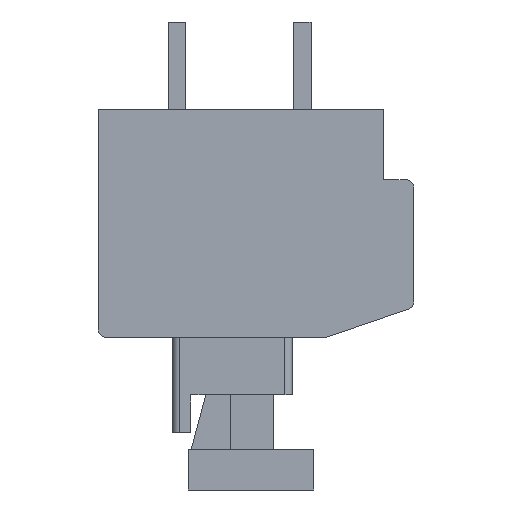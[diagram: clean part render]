
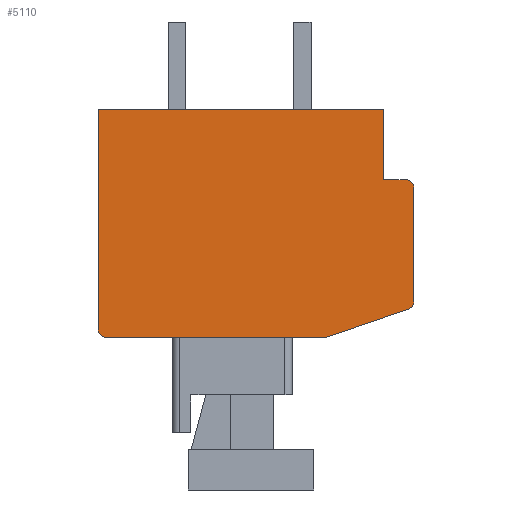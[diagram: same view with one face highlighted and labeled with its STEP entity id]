
A CAD part, front view. The second image highlights one B-rep face of the part: STEP entity #5110.
In plain terms, the highlighted planar face has unit normal (0, -1, 0).
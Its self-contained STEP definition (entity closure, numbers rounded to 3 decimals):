
#1=CARTESIAN_POINT('',(6.,-33.36,-3.136));
#2=DIRECTION('',(0.,-1.,0.));
#3=DIRECTION('',(0.324,0.,-0.946));
#4=AXIS2_PLACEMENT_3D('',#1,#2,#3);
#6=DIRECTION('',(-0.946,0.,-0.324));
#7=VECTOR('',#6,3.486);
#8=CARTESIAN_POINT('',(6.097,-33.36,-3.419));
#9=LINE('',#8,#7);
#10=DIRECTION('',(-1.,0.,0.));
#11=VECTOR('',#10,8.8);
#12=CARTESIAN_POINT('',(2.8,-33.36,-4.55));
#13=LINE('',#12,#11);
#14=CARTESIAN_POINT('',(-6.,-33.36,-4.25));
#15=DIRECTION('',(0.,-1.,0.));
#16=DIRECTION('',(-1.,0.,0.));
#17=AXIS2_PLACEMENT_3D('',#14,#15,#16);
#19=DIRECTION('',(0.,0.,1.));
#20=VECTOR('',#19,8.8);
#21=CARTESIAN_POINT('',(-6.3,-33.36,-4.25));
#22=LINE('',#21,#20);
#23=DIRECTION('',(1.,0.,0.));
#24=VECTOR('',#23,11.4);
#25=CARTESIAN_POINT('',(-6.3,-33.36,4.55));
#26=LINE('',#25,#24);
#27=DIRECTION('',(0.,0.,-1.));
#28=VECTOR('',#27,2.8);
#29=CARTESIAN_POINT('',(5.1,-33.36,4.55));
#30=LINE('',#29,#28);
#31=DIRECTION('',(1.,0.,0.));
#32=VECTOR('',#31,0.9);
#33=CARTESIAN_POINT('',(5.1,-33.36,1.75));
#34=LINE('',#33,#32);
#35=CARTESIAN_POINT('',(6.,-33.36,1.45));
#36=DIRECTION('',(0.,-1.,0.));
#37=DIRECTION('',(1.,0.,0.));
#38=AXIS2_PLACEMENT_3D('',#35,#36,#37);
#40=DIRECTION('',(0.,0.,-1.));
#41=VECTOR('',#40,4.586);
#42=CARTESIAN_POINT('',(6.3,-33.36,1.45));
#43=LINE('',#42,#41);
#3891=CARTESIAN_POINT('',(-6.3,-33.36,4.55));
#3892=CARTESIAN_POINT('',(5.1,-33.36,4.55));
#3893=VERTEX_POINT('',#3891);
#3894=VERTEX_POINT('',#3892);
#3895=CARTESIAN_POINT('',(5.1,-33.36,1.75));
#3896=VERTEX_POINT('',#3895);
#3897=CARTESIAN_POINT('',(6.097,-33.36,-3.419));
#3898=CARTESIAN_POINT('',(6.3,-33.36,-3.136));
#3899=VERTEX_POINT('',#3897);
#3900=VERTEX_POINT('',#3898);
#3901=CARTESIAN_POINT('',(6.3,-33.36,1.45));
#3902=CARTESIAN_POINT('',(6.,-33.36,1.75));
#3903=VERTEX_POINT('',#3901);
#3904=VERTEX_POINT('',#3902);
#3905=CARTESIAN_POINT('',(-6.3,-33.36,-4.25));
#3906=CARTESIAN_POINT('',(-6.,-33.36,-4.55));
#3907=VERTEX_POINT('',#3905);
#3908=VERTEX_POINT('',#3906);
#3909=CARTESIAN_POINT('',(2.8,-33.36,-4.55));
#3910=VERTEX_POINT('',#3909);
#5083=CARTESIAN_POINT('',(0.,-33.36,0.));
#5084=DIRECTION('',(0.,1.,0.));
#5085=DIRECTION('',(1.,0.,0.));
#5086=AXIS2_PLACEMENT_3D('',#5083,#5084,#5085);
#5087=PLANE('',#5086);
#5089=ORIENTED_EDGE('',*,*,#5088,.F.);
#5091=ORIENTED_EDGE('',*,*,#5090,.T.);
#5093=ORIENTED_EDGE('',*,*,#5092,.T.);
#5095=ORIENTED_EDGE('',*,*,#5094,.F.);
#5097=ORIENTED_EDGE('',*,*,#5096,.T.);
#5099=ORIENTED_EDGE('',*,*,#5098,.T.);
#5101=ORIENTED_EDGE('',*,*,#5100,.T.);
#5103=ORIENTED_EDGE('',*,*,#5102,.T.);
#5105=ORIENTED_EDGE('',*,*,#5104,.F.);
#5107=ORIENTED_EDGE('',*,*,#5106,.T.);
#5108=EDGE_LOOP('',(#5089,#5091,#5093,#5095,#5097,#5099,#5101,#5103,#5105,
#5107));
#5109=FACE_OUTER_BOUND('',#5108,.F.);
#5110=ADVANCED_FACE('',(#5109),#5087,.F.);
#5=CIRCLE('',#4,0.3);
#18=CIRCLE('',#17,0.3);
#39=CIRCLE('',#38,0.3);
#5088=EDGE_CURVE('',#3899,#3900,#5,.T.);
#5090=EDGE_CURVE('',#3899,#3910,#9,.T.);
#5092=EDGE_CURVE('',#3910,#3908,#13,.T.);
#5094=EDGE_CURVE('',#3907,#3908,#18,.T.);
#5096=EDGE_CURVE('',#3907,#3893,#22,.T.);
#5098=EDGE_CURVE('',#3893,#3894,#26,.T.);
#5100=EDGE_CURVE('',#3894,#3896,#30,.T.);
#5102=EDGE_CURVE('',#3896,#3904,#34,.T.);
#5104=EDGE_CURVE('',#3903,#3904,#39,.T.);
#5106=EDGE_CURVE('',#3903,#3900,#43,.T.);
